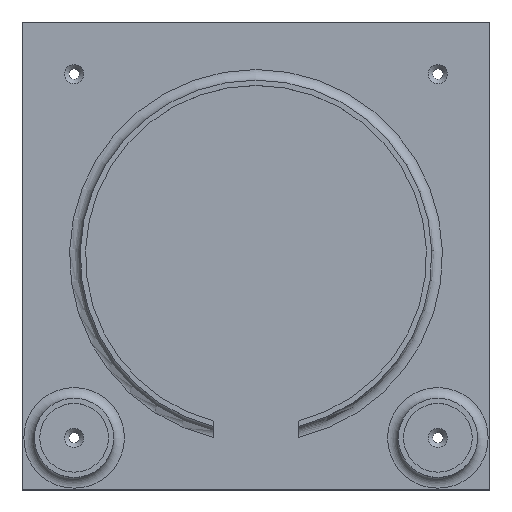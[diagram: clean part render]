
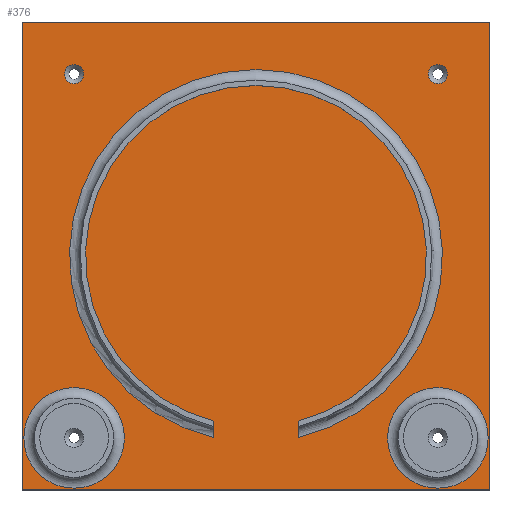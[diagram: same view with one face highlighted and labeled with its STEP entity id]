
A CAD part, top view. The second image highlights one B-rep face of the part: STEP entity #376.
In plain terms, the highlighted planar face has unit normal (0, 0, 1).
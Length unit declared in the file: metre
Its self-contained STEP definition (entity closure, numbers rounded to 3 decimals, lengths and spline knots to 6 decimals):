
#27=CIRCLE('',#416,0.02365);
#28=CIRCLE('',#417,0.02365);
#29=CIRCLE('',#418,0.00448);
#30=CIRCLE('',#419,0.00448);
#31=CIRCLE('',#420,0.08765);
#32=CIRCLE('',#421,0.08015);
#66=ORIENTED_EDGE('',*,*,#152,.T.);
#67=ORIENTED_EDGE('',*,*,#153,.T.);
#68=ORIENTED_EDGE('',*,*,#154,.T.);
#69=ORIENTED_EDGE('',*,*,#155,.T.);
#70=ORIENTED_EDGE('',*,*,#156,.T.);
#71=ORIENTED_EDGE('',*,*,#157,.T.);
#72=ORIENTED_EDGE('',*,*,#158,.F.);
#73=ORIENTED_EDGE('',*,*,#159,.T.);
#74=ORIENTED_EDGE('',*,*,#142,.F.);
#75=ORIENTED_EDGE('',*,*,#146,.T.);
#76=ORIENTED_EDGE('',*,*,#149,.T.);
#77=ORIENTED_EDGE('',*,*,#151,.F.);
#142=EDGE_CURVE('',#187,#188,#223,.T.);
#146=EDGE_CURVE('',#187,#190,#227,.T.);
#149=EDGE_CURVE('',#190,#192,#230,.T.);
#151=EDGE_CURVE('',#188,#192,#232,.T.);
#152=EDGE_CURVE('',#193,#193,#27,.F.);
#153=EDGE_CURVE('',#194,#194,#28,.F.);
#154=EDGE_CURVE('',#195,#195,#29,.T.);
#155=EDGE_CURVE('',#196,#196,#30,.T.);
#156=EDGE_CURVE('',#197,#198,#233,.T.);
#157=EDGE_CURVE('',#198,#199,#31,.F.);
#158=EDGE_CURVE('',#200,#199,#234,.T.);
#159=EDGE_CURVE('',#200,#197,#32,.T.);
#187=VERTEX_POINT('',#586);
#188=VERTEX_POINT('',#588);
#190=VERTEX_POINT('',#594);
#192=VERTEX_POINT('',#600);
#193=VERTEX_POINT('',#607);
#194=VERTEX_POINT('',#609);
#195=VERTEX_POINT('',#611);
#196=VERTEX_POINT('',#613);
#197=VERTEX_POINT('',#615);
#198=VERTEX_POINT('',#616);
#199=VERTEX_POINT('',#618);
#200=VERTEX_POINT('',#620);
#223=LINE('',#587,#243);
#227=LINE('',#595,#247);
#230=LINE('',#601,#250);
#232=LINE('',#604,#252);
#233=LINE('',#614,#253);
#234=LINE('',#619,#254);
#243=VECTOR('',#466,1.);
#247=VECTOR('',#472,1.);
#250=VECTOR('',#477,1.);
#252=VECTOR('',#481,1.);
#253=VECTOR('',#492,1.);
#254=VECTOR('',#495,1.);
#265=EDGE_LOOP('',(#66));
#266=EDGE_LOOP('',(#67));
#267=EDGE_LOOP('',(#68));
#268=EDGE_LOOP('',(#69));
#269=EDGE_LOOP('',(#70,#71,#72,#73));
#270=EDGE_LOOP('',(#74,#75,#76,#77));
#314=FACE_BOUND('',#265,.T.);
#315=FACE_BOUND('',#266,.T.);
#316=FACE_BOUND('',#267,.T.);
#317=FACE_BOUND('',#268,.T.);
#318=FACE_BOUND('',#269,.T.);
#319=FACE_BOUND('',#270,.T.);
#363=PLANE('',#415);
#376=ADVANCED_FACE('',(#314,#315,#316,#317,#318,#319),#363,.T.);
#415=AXIS2_PLACEMENT_3D('',#605,#482,#483);
#416=AXIS2_PLACEMENT_3D('',#606,#484,#485);
#417=AXIS2_PLACEMENT_3D('',#608,#486,#487);
#418=AXIS2_PLACEMENT_3D('',#610,#488,#489);
#419=AXIS2_PLACEMENT_3D('',#612,#490,#491);
#420=AXIS2_PLACEMENT_3D('',#617,#493,#494);
#421=AXIS2_PLACEMENT_3D('',#621,#496,#497);
#466=DIRECTION('',(0.,-1.,0.));
#472=DIRECTION('',(-1.,0.,0.));
#477=DIRECTION('',(0.,-1.,0.));
#481=DIRECTION('',(-1.,0.,0.));
#482=DIRECTION('',(0.,0.,1.));
#483=DIRECTION('',(1.,0.,0.));
#484=DIRECTION('',(0.,0.,1.));
#485=DIRECTION('',(1.,0.,0.));
#486=DIRECTION('',(0.,0.,1.));
#487=DIRECTION('',(1.,0.,0.));
#488=DIRECTION('',(0.,0.,-1.));
#489=DIRECTION('',(-1.,0.,0.));
#490=DIRECTION('',(0.,0.,-1.));
#491=DIRECTION('',(-1.,0.,0.));
#492=DIRECTION('',(0.,-1.,0.));
#493=DIRECTION('',(0.,0.,1.));
#494=DIRECTION('',(1.,0.,0.));
#495=DIRECTION('',(0.,-1.,0.));
#496=DIRECTION('',(0.,0.,1.));
#497=DIRECTION('',(1.,0.,0.));
#586=CARTESIAN_POINT('',(0.11,0.11,0.002));
#587=CARTESIAN_POINT('',(0.11,0.,0.002));
#588=CARTESIAN_POINT('',(0.11,-0.11,0.002));
#594=CARTESIAN_POINT('',(-0.11,0.11,0.002));
#595=CARTESIAN_POINT('',(0.,0.11,0.002));
#600=CARTESIAN_POINT('',(-0.11,-0.11,0.002));
#601=CARTESIAN_POINT('',(-0.11,0.,0.002));
#604=CARTESIAN_POINT('',(0.,-0.11,0.002));
#605=CARTESIAN_POINT('',(0.,0.,0.002));
#606=CARTESIAN_POINT('',(0.0855,-0.0855,0.002));
#607=CARTESIAN_POINT('',(0.10915,-0.0855,0.002));
#608=CARTESIAN_POINT('',(-0.0855,-0.0855,0.002));
#609=CARTESIAN_POINT('',(-0.06185,-0.0855,0.002));
#610=CARTESIAN_POINT('',(0.0855,0.0855,0.002));
#611=CARTESIAN_POINT('',(0.08102,0.0855,0.002));
#612=CARTESIAN_POINT('',(-0.0855,0.0855,0.002));
#613=CARTESIAN_POINT('',(-0.08998,0.0855,0.002));
#614=CARTESIAN_POINT('',(-0.02,-0.078904,0.002));
#615=CARTESIAN_POINT('',(-0.02,-0.077615,0.002));
#616=CARTESIAN_POINT('',(-0.02,-0.085338,0.002));
#617=CARTESIAN_POINT('',(0.,0.,0.002));
#618=CARTESIAN_POINT('',(0.02,-0.085338,0.002));
#619=CARTESIAN_POINT('',(0.02,-0.078904,0.002));
#620=CARTESIAN_POINT('',(0.02,-0.077615,0.002));
#621=CARTESIAN_POINT('',(0.,0.,0.002));
